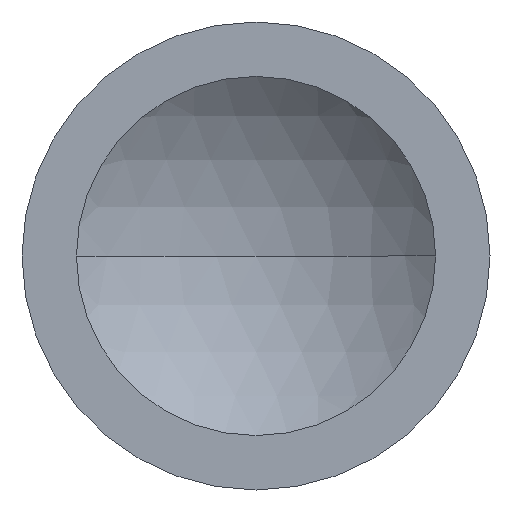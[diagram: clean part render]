
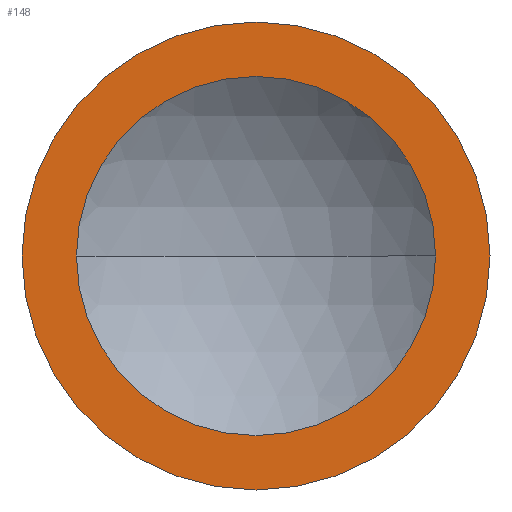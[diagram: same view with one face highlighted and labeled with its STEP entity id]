
A CAD part, front view. The second image highlights one B-rep face of the part: STEP entity #148.
In plain terms, the highlighted planar face has unit normal (0, -1, 0).
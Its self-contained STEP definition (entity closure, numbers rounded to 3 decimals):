
#1 = CIRCLE ( 'NONE', #21, 6.6 ) ;
#21 = AXIS2_PLACEMENT_3D ( 'NONE', #111, #36, #88 ) ;
#28 = VERTEX_POINT ( 'NONE', #197 ) ;
#30 = AXIS2_PLACEMENT_3D ( 'NONE', #60, #165, #38 ) ;
#36 = DIRECTION ( 'NONE',  ( 0., 1., 0. ) ) ;
#38 = DIRECTION ( 'NONE',  ( 1., 0., 0. ) ) ;
#55 = VERTEX_POINT ( 'NONE', #110 ) ;
#60 = CARTESIAN_POINT ( 'NONE',  ( 0., 0., 0. ) ) ;
#78 = PLANE ( 'NONE',  #184 ) ;
#82 = ORIENTED_EDGE ( 'NONE', *, *, #208, .F. ) ;
#88 = DIRECTION ( 'NONE',  ( 1., 0., 0. ) ) ;
#98 = DIRECTION ( 'NONE',  ( 0., 1., 0. ) ) ;
#110 = CARTESIAN_POINT ( 'NONE',  ( -8.6, 0., 0. ) ) ;
#111 = CARTESIAN_POINT ( 'NONE',  ( 0., 0., 0. ) ) ;
#130 = ORIENTED_EDGE ( 'NONE', *, *, #275, .T. ) ;
#131 = CARTESIAN_POINT ( 'NONE',  ( 0., 0., 0. ) ) ;
#133 = AXIS2_PLACEMENT_3D ( 'NONE', #131, #302, #242 ) ;
#148 = ADVANCED_FACE ( 'NONE', ( #301, #328 ), #78, .T. ) ;
#151 = DIRECTION ( 'NONE',  ( 1., 0., 0. ) ) ;
#165 = DIRECTION ( 'NONE',  ( 0., 1., 0. ) ) ;
#181 = VERTEX_POINT ( 'NONE', #269 ) ;
#182 = DIRECTION ( 'NONE',  ( 0., -1., 0. ) ) ;
#184 = AXIS2_PLACEMENT_3D ( 'NONE', #350, #182, #151 ) ;
#190 = EDGE_CURVE ( 'NONE', #181, #55, #284, .T. ) ;
#195 = AXIS2_PLACEMENT_3D ( 'NONE', #240, #98, #273 ) ;
#197 = CARTESIAN_POINT ( 'NONE',  ( 6.6, 0., 0. ) ) ;
#208 = EDGE_CURVE ( 'NONE', #55, #181, #216, .T. ) ;
#216 = CIRCLE ( 'NONE', #133, 8.6 ) ;
#221 = ORIENTED_EDGE ( 'NONE', *, *, #322, .T. ) ;
#240 = CARTESIAN_POINT ( 'NONE',  ( 0., 0., 0. ) ) ;
#241 = EDGE_LOOP ( 'NONE', ( #82, #326 ) ) ;
#242 = DIRECTION ( 'NONE',  ( -1., 0., 0. ) ) ;
#269 = CARTESIAN_POINT ( 'NONE',  ( 8.6, 0., 0. ) ) ;
#273 = DIRECTION ( 'NONE',  ( -1., 0., 0. ) ) ;
#275 = EDGE_CURVE ( 'NONE', #28, #333, #332, .T. ) ;
#284 = CIRCLE ( 'NONE', #195, 8.6 ) ;
#301 = FACE_BOUND ( 'NONE', #307, .T. ) ;
#302 = DIRECTION ( 'NONE',  ( 0., 1., 0. ) ) ;
#307 = EDGE_LOOP ( 'NONE', ( #221, #130 ) ) ;
#322 = EDGE_CURVE ( 'NONE', #333, #28, #1, .T. ) ;
#326 = ORIENTED_EDGE ( 'NONE', *, *, #190, .F. ) ;
#328 = FACE_OUTER_BOUND ( 'NONE', #241, .T. ) ;
#332 = CIRCLE ( 'NONE', #30, 6.6 ) ;
#333 = VERTEX_POINT ( 'NONE', #347 ) ;
#347 = CARTESIAN_POINT ( 'NONE',  ( -6.6, 0., 0. ) ) ;
#350 = CARTESIAN_POINT ( 'NONE',  ( 0., 0., 0. ) ) ;
